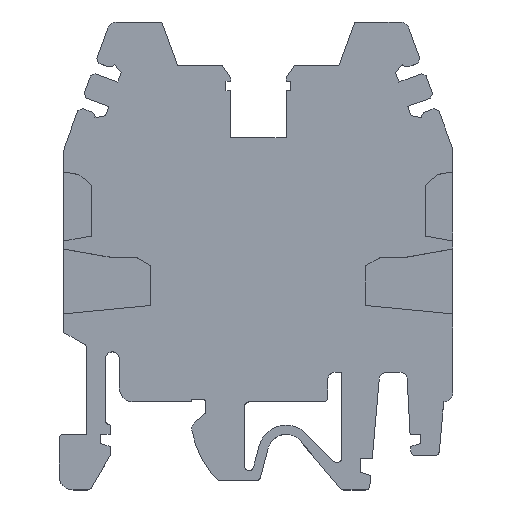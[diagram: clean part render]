
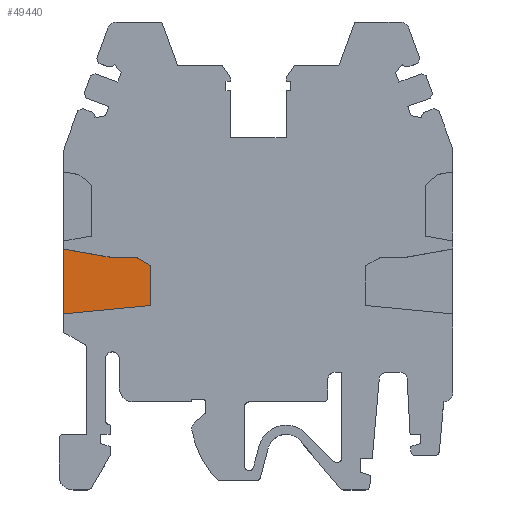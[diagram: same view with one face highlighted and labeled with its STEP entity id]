
A CAD part, top view. The second image highlights one B-rep face of the part: STEP entity #49440.
In plain terms, the highlighted planar face has unit normal (0, 0, 1).
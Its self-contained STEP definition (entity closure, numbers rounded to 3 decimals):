
#6660=CARTESIAN_POINT('',(-21.,0.6,-4.5));
#6670=VERTEX_POINT('',#6660);
#6700=CARTESIAN_POINT('',(-21.,0.,-4.5));
#6710=DIRECTION('',(0.,-1.,0.));
#6720=VECTOR('',#6710,1.);
#6730=LINE('',#6700,#6720);
#6740=CARTESIAN_POINT('',(-21.,-6.4,-4.5));
#6750=VERTEX_POINT('',#6740);
#6760=EDGE_CURVE('',#6670,#6750,#6730,.T.);
#35730=CARTESIAN_POINT('',(-17.833,-3.096,-4.5));
#35740=DIRECTION('',(0.,0.,1.));
#35750=DIRECTION('',(1.,0.,0.));
#35760=AXIS2_PLACEMENT_3D('',#35730,#35740,#35750);
#35770=PLANE('',#35760);
#48610=CARTESIAN_POINT('',(-15.896,-0.3,-4.5));
#48620=VERTEX_POINT('',#48610);
#48650=CARTESIAN_POINT('',(0.,-3.103,-4.5)
);
#48660=DIRECTION('',(-0.985,0.174,0.));
#48670=VECTOR('',#48660,1.);
#48680=LINE('',#48650,#48670);
#48690=EDGE_CURVE('',#48620,#6670,#48680,.T.);
#48850=CARTESIAN_POINT('',(-11.6,-5.496,-4.5));
#48860=VERTEX_POINT('',#48850);
#48890=CARTESIAN_POINT('',(-11.6,0.,-4.5));
#48900=DIRECTION('',(0.,1.,0.));
#48910=VECTOR('',#48900,1.);
#48920=LINE('',#48890,#48910);
#48930=CARTESIAN_POINT('',(-11.6,-1.2,-4.5));
#48940=VERTEX_POINT('',#48930);
#48950=EDGE_CURVE('',#48860,#48940,#48920,.T.);
#49130=CARTESIAN_POINT('',(0.,-4.381,-4.5)
);
#49140=DIRECTION('',(0.995,0.096,0.));
#49150=VECTOR('',#49140,1.);
#49160=LINE('',#49130,#49150);
#49170=EDGE_CURVE('',#6750,#48860,#49160,.T.);
#49240=CARTESIAN_POINT('',(0.,-0.3,-4.5
));
#49250=DIRECTION('',(-1.,0.,0.));
#49260=VECTOR('',#49250,1.);
#49270=LINE('',#49240,#49260);
#49280=CARTESIAN_POINT('',(-13.159,-0.3,-4.5));
#49290=VERTEX_POINT('',#49280);
#49300=EDGE_CURVE('',#49290,#48620,#49270,.T.);
#49310=ORIENTED_EDGE('',*,*,#49300,.T.);
#49320=CARTESIAN_POINT('',(0.,-7.897,-4.5)
);
#49330=DIRECTION('',(-0.866,0.5,0.));
#49340=VECTOR('',#49330,1.);
#49350=LINE('',#49320,#49340);
#49360=EDGE_CURVE('',#48940,#49290,#49350,.T.);
#49370=ORIENTED_EDGE('',*,*,#49360,.T.);
#49380=ORIENTED_EDGE('',*,*,#48950,.T.);
#49390=ORIENTED_EDGE('',*,*,#49170,.T.);
#49400=ORIENTED_EDGE('',*,*,#6760,.T.);
#49410=ORIENTED_EDGE('',*,*,#48690,.T.);
#49420=EDGE_LOOP('',(#49410,#49400,#49390,#49380,#49370,#49310));
#49430=FACE_OUTER_BOUND('',#49420,.T.);
#49440=ADVANCED_FACE('',(#49430),#35770,.T.);
